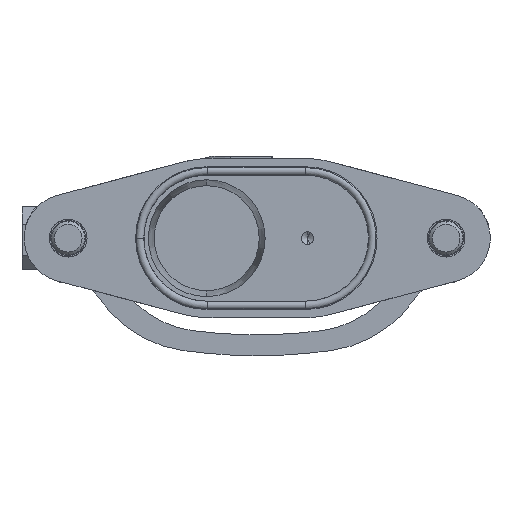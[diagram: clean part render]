
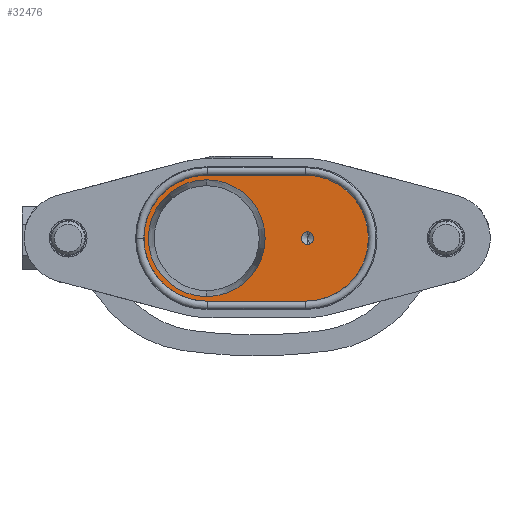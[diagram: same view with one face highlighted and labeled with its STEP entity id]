
A CAD part, front view. The second image highlights one B-rep face of the part: STEP entity #32476.
In plain terms, the highlighted planar face has unit normal (0, -1, 0).
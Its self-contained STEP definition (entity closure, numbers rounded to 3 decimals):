
#1517 = CIRCLE ( 'NONE', #14918, 13.911 ) ;
#4355 = CARTESIAN_POINT ( 'NONE',  ( -10., 0., -15. ) ) ;
#9866 = ORIENTED_EDGE ( 'NONE', *, *, #181259, .T. ) ;
#10527 = DIRECTION ( 'NONE',  ( 1., 0., 0. ) ) ;
#14918 = AXIS2_PLACEMENT_3D ( 'NONE', #171380, #114133, #27860 ) ;
#15121 = CARTESIAN_POINT ( 'NONE',  ( -10., 0., 0. ) ) ;
#16213 = VERTEX_POINT ( 'NONE', #123411 ) ;
#18562 = VERTEX_POINT ( 'NONE', #123600 ) ;
#20233 = DIRECTION ( 'NONE',  ( 0., -1., 0. ) ) ;
#24966 = VERTEX_POINT ( 'NONE', #174336 ) ;
#25827 = ORIENTED_EDGE ( 'NONE', *, *, #78008, .F. ) ;
#27098 = CIRCLE ( 'NONE', #32286, 15. ) ;
#27860 = DIRECTION ( 'NONE',  ( 0., 0., -1. ) ) ;
#30661 = DIRECTION ( 'NONE',  ( 0., 1., 0. ) ) ;
#32286 = AXIS2_PLACEMENT_3D ( 'NONE', #15121, #30661, #114477 ) ;
#32476 = ADVANCED_FACE ( 'NONE', ( #112464, #36914, #121379 ), #38714, .F. ) ;
#36914 = FACE_BOUND ( 'NONE', #92788, .T. ) ;
#37975 = CARTESIAN_POINT ( 'NONE',  ( -10., 0., -13.911 ) ) ;
#38714 = PLANE ( 'NONE',  #183079 ) ;
#41530 = VERTEX_POINT ( 'NONE', #37975 ) ;
#41573 = ORIENTED_EDGE ( 'NONE', *, *, #181748, .T. ) ;
#43238 = AXIS2_PLACEMENT_3D ( 'NONE', #118327, #20233, #61832 ) ;
#45014 = CARTESIAN_POINT ( 'NONE',  ( -10., 0., 0. ) ) ;
#46189 = DIRECTION ( 'NONE',  ( 0., -1., 0. ) ) ;
#46196 = EDGE_CURVE ( 'NONE', #149981, #89011, #27098, .T. ) ;
#47438 = DIRECTION ( 'NONE',  ( 0., 0., -1. ) ) ;
#52365 = DIRECTION ( 'NONE',  ( 0., 0., 1. ) ) ;
#52801 = EDGE_LOOP ( 'NONE', ( #25827, #57785 ) ) ;
#54206 = CARTESIAN_POINT ( 'NONE',  ( -8.5, 0., 11. ) ) ;
#57785 = ORIENTED_EDGE ( 'NONE', *, *, #68649, .F. ) ;
#57876 = CIRCLE ( 'NONE', #65029, 1.5 ) ;
#58802 = CIRCLE ( 'NONE', #144678, 13.911 ) ;
#61832 = DIRECTION ( 'NONE',  ( 0., 0., -1. ) ) ;
#62239 = ORIENTED_EDGE ( 'NONE', *, *, #159298, .F. ) ;
#64873 = CARTESIAN_POINT ( 'NONE',  ( 14., 0., -1.5 ) ) ;
#65029 = AXIS2_PLACEMENT_3D ( 'NONE', #74716, #75924, #47438 ) ;
#65641 = CARTESIAN_POINT ( 'NONE',  ( 13.5, 0., 15. ) ) ;
#68649 = EDGE_CURVE ( 'NONE', #16213, #41530, #58802, .T. ) ;
#74716 = CARTESIAN_POINT ( 'NONE',  ( 14., 0., 0. ) ) ;
#75924 = DIRECTION ( 'NONE',  ( 0., -1., 0. ) ) ;
#78008 = EDGE_CURVE ( 'NONE', #41530, #16213, #1517, .T. ) ;
#82437 = CARTESIAN_POINT ( 'NONE',  ( 13.5, 0., -15. ) ) ;
#89011 = VERTEX_POINT ( 'NONE', #134276 ) ;
#92788 = EDGE_LOOP ( 'NONE', ( #62239, #155356 ) ) ;
#95492 = LINE ( 'NONE', #65641, #108866 ) ;
#100840 = DIRECTION ( 'NONE',  ( 0., 0., -1. ) ) ;
#100957 = EDGE_LOOP ( 'NONE', ( #41573, #113610, #9866, #123181 ) ) ;
#101466 = DIRECTION ( 'NONE',  ( 0., -1., 0. ) ) ;
#106690 = VECTOR ( 'NONE', #10527, 1000. ) ;
#108866 = VECTOR ( 'NONE', #138359, 1000. ) ;
#112464 = FACE_OUTER_BOUND ( 'NONE', #100957, .T. ) ;
#113610 = ORIENTED_EDGE ( 'NONE', *, *, #46196, .F. ) ;
#114133 = DIRECTION ( 'NONE',  ( 0., -1., 0. ) ) ;
#114477 = DIRECTION ( 'NONE',  ( 0., 0., 1. ) ) ;
#118327 = CARTESIAN_POINT ( 'NONE',  ( 13.5, 0., 0. ) ) ;
#120977 = VERTEX_POINT ( 'NONE', #64873 ) ;
#121379 = FACE_BOUND ( 'NONE', #52801, .T. ) ;
#123181 = ORIENTED_EDGE ( 'NONE', *, *, #157188, .T. ) ;
#123411 = CARTESIAN_POINT ( 'NONE',  ( -10., 0., 13.911 ) ) ;
#123600 = CARTESIAN_POINT ( 'NONE',  ( 13.5, 0., 15. ) ) ;
#125071 = DIRECTION ( 'NONE',  ( 0., 1., 0. ) ) ;
#132476 = CARTESIAN_POINT ( 'NONE',  ( 14., 0., 0. ) ) ;
#134276 = CARTESIAN_POINT ( 'NONE',  ( -10., 0., 15. ) ) ;
#138359 = DIRECTION ( 'NONE',  ( -1., 0., 0. ) ) ;
#144360 = LINE ( 'NONE', #147253, #106690 ) ;
#144678 = AXIS2_PLACEMENT_3D ( 'NONE', #45014, #101466, #100840 ) ;
#145565 = DIRECTION ( 'NONE',  ( 0., 0., -1. ) ) ;
#147253 = CARTESIAN_POINT ( 'NONE',  ( -10., 0., -15. ) ) ;
#149981 = VERTEX_POINT ( 'NONE', #4355 ) ;
#155356 = ORIENTED_EDGE ( 'NONE', *, *, #180532, .F. ) ;
#156887 = VERTEX_POINT ( 'NONE', #82437 ) ;
#157188 = EDGE_CURVE ( 'NONE', #156887, #18562, #157286, .T. ) ;
#157286 = CIRCLE ( 'NONE', #43238, 15. ) ;
#159298 = EDGE_CURVE ( 'NONE', #120977, #24966, #168827, .T. ) ;
#168827 = CIRCLE ( 'NONE', #169582, 1.5 ) ;
#169582 = AXIS2_PLACEMENT_3D ( 'NONE', #132476, #46189, #145565 ) ;
#171380 = CARTESIAN_POINT ( 'NONE',  ( -10., 0., 0. ) ) ;
#174336 = CARTESIAN_POINT ( 'NONE',  ( 14., 0., 1.5 ) ) ;
#180532 = EDGE_CURVE ( 'NONE', #24966, #120977, #57876, .T. ) ;
#181259 = EDGE_CURVE ( 'NONE', #149981, #156887, #144360, .T. ) ;
#181748 = EDGE_CURVE ( 'NONE', #18562, #89011, #95492, .T. ) ;
#183079 = AXIS2_PLACEMENT_3D ( 'NONE', #54206, #125071, #52365 ) ;
